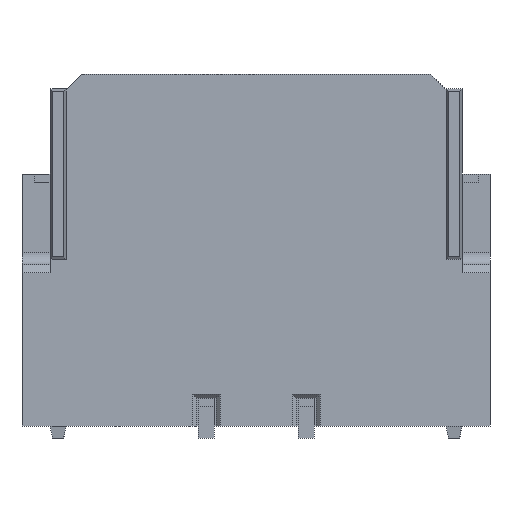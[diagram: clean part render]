
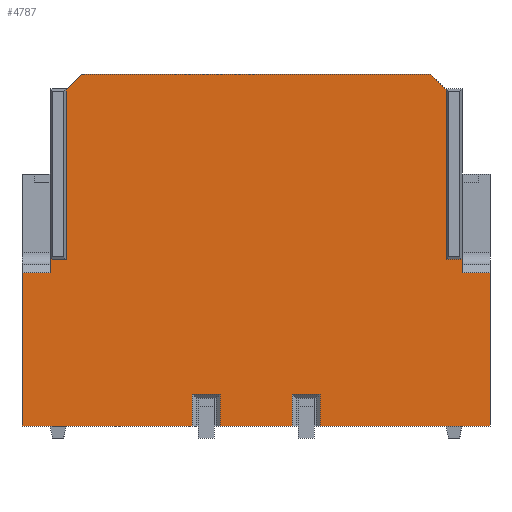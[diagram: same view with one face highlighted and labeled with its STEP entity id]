
A CAD part, front view. The second image highlights one B-rep face of the part: STEP entity #4787.
In plain terms, the highlighted planar face has unit normal (0, -1, 0).
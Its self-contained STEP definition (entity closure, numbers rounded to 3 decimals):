
#53=DIRECTION('',(1.,0.,0.));
#54=VECTOR('',#53,2.125);
#55=CARTESIAN_POINT('',(0.8,-2.725,-2.2));
#56=LINE('',#55,#54);
#93=DIRECTION('',(1.,0.,0.));
#94=VECTOR('',#93,2.125);
#95=CARTESIAN_POINT('',(-2.925,-2.725,-2.2));
#96=LINE('',#95,#94);
#117=DIRECTION('',(1.,0.,0.));
#118=VECTOR('',#117,0.9);
#119=CARTESIAN_POINT('',(-0.45,-2.725,-2.2));
#120=LINE('',#119,#118);
#487=DIRECTION('',(0.,0.,1.));
#488=VECTOR('',#487,0.4);
#489=CARTESIAN_POINT('',(0.45,-2.725,-2.2));
#490=LINE('',#489,#488);
#491=DIRECTION('',(0.,0.,-1.));
#492=VECTOR('',#491,0.4);
#493=CARTESIAN_POINT('',(-0.45,-2.725,-1.8));
#494=LINE('',#493,#492);
#495=DIRECTION('',(1.,0.,0.));
#496=VECTOR('',#495,0.35);
#497=CARTESIAN_POINT('',(-0.8,-2.725,-1.8));
#498=LINE('',#497,#496);
#499=DIRECTION('',(0.,0.,1.));
#500=VECTOR('',#499,0.4);
#501=CARTESIAN_POINT('',(-0.8,-2.725,-2.2));
#502=LINE('',#501,#500);
#503=DIRECTION('',(0.,0.,1.));
#504=VECTOR('',#503,1.915);
#505=CARTESIAN_POINT('',(-2.925,-2.725,-2.2));
#506=LINE('',#505,#504);
#507=DIRECTION('',(-1.,0.,0.));
#508=VECTOR('',#507,0.35);
#509=CARTESIAN_POINT('',(-2.575,-2.725,-0.285));
#510=LINE('',#509,#508);
#511=DIRECTION('',(-1.,0.,0.));
#512=VECTOR('',#511,0.2);
#513=CARTESIAN_POINT('',(-2.375,-2.725,-0.115));
#514=LINE('',#513,#512);
#515=DIRECTION('',(0.,0.,1.));
#516=VECTOR('',#515,2.115);
#517=CARTESIAN_POINT('',(-2.375,-2.725,-0.115));
#518=LINE('',#517,#516);
#519=DIRECTION('',(-0.707,0.,-0.707));
#520=VECTOR('',#519,0.283);
#521=CARTESIAN_POINT('',(-2.175,-2.725,2.2));
#522=LINE('',#521,#520);
#523=DIRECTION('',(-0.707,0.,0.707));
#524=VECTOR('',#523,0.283);
#525=CARTESIAN_POINT('',(2.375,-2.725,2.));
#526=LINE('',#525,#524);
#527=DIRECTION('',(0.,0.,1.));
#528=VECTOR('',#527,2.115);
#529=CARTESIAN_POINT('',(2.375,-2.725,-0.115));
#530=LINE('',#529,#528);
#531=DIRECTION('',(1.,0.,0.));
#532=VECTOR('',#531,0.2);
#533=CARTESIAN_POINT('',(2.375,-2.725,-0.115));
#534=LINE('',#533,#532);
#535=DIRECTION('',(-1.,0.,0.));
#536=VECTOR('',#535,0.35);
#537=CARTESIAN_POINT('',(2.925,-2.725,-0.285));
#538=LINE('',#537,#536);
#539=DIRECTION('',(0.,0.,-1.));
#540=VECTOR('',#539,0.4);
#541=CARTESIAN_POINT('',(0.8,-2.725,-1.8));
#542=LINE('',#541,#540);
#543=DIRECTION('',(1.,0.,0.));
#544=VECTOR('',#543,0.35);
#545=CARTESIAN_POINT('',(0.45,-2.725,-1.8));
#546=LINE('',#545,#544);
#1018=DIRECTION('',(1.,0.,0.));
#1019=VECTOR('',#1018,4.35);
#1020=CARTESIAN_POINT('',(-2.175,-2.725,2.2));
#1021=LINE('',#1020,#1019);
#1161=DIRECTION('',(0.,0.,-1.));
#1162=VECTOR('',#1161,0.17);
#1163=CARTESIAN_POINT('',(-2.575,-2.725,-0.115));
#1164=LINE('',#1163,#1162);
#1560=DIRECTION('',(0.,0.,1.));
#1561=VECTOR('',#1560,1.915);
#1562=CARTESIAN_POINT('',(2.925,-2.725,-2.2));
#1563=LINE('',#1562,#1561);
#1576=DIRECTION('',(0.,0.,1.));
#1577=VECTOR('',#1576,0.17);
#1578=CARTESIAN_POINT('',(2.575,-2.725,-0.285));
#1579=LINE('',#1578,#1577);
#3276=CARTESIAN_POINT('',(-2.175,-2.725,2.2));
#3278=VERTEX_POINT('',#3276);
#3305=CARTESIAN_POINT('',(2.175,-2.725,2.2));
#3306=VERTEX_POINT('',#3305);
#3439=CARTESIAN_POINT('',(-2.375,-2.725,2.));
#3440=VERTEX_POINT('',#3439);
#3441=CARTESIAN_POINT('',(2.375,-2.725,2.));
#3442=VERTEX_POINT('',#3441);
#3443=CARTESIAN_POINT('',(-2.375,-2.725,-0.115));
#3444=CARTESIAN_POINT('',(-2.575,-2.725,-0.115));
#3445=VERTEX_POINT('',#3443);
#3446=VERTEX_POINT('',#3444);
#3459=CARTESIAN_POINT('',(2.375,-2.725,-0.115));
#3460=CARTESIAN_POINT('',(2.575,-2.725,-0.115));
#3461=VERTEX_POINT('',#3459);
#3462=VERTEX_POINT('',#3460);
#3643=CARTESIAN_POINT('',(2.925,-2.725,-2.2));
#3644=VERTEX_POINT('',#3643);
#3645=CARTESIAN_POINT('',(-2.925,-2.725,-2.2));
#3646=VERTEX_POINT('',#3645);
#4119=CARTESIAN_POINT('',(2.925,-2.725,-0.285));
#4120=VERTEX_POINT('',#4119);
#4121=CARTESIAN_POINT('',(2.575,-2.725,-0.285));
#4122=VERTEX_POINT('',#4121);
#4123=CARTESIAN_POINT('',(-2.925,-2.725,-0.285));
#4125=VERTEX_POINT('',#4123);
#4129=CARTESIAN_POINT('',(-2.575,-2.725,-0.285));
#4130=VERTEX_POINT('',#4129);
#4184=CARTESIAN_POINT('',(-0.8,-2.725,-2.2));
#4186=VERTEX_POINT('',#4184);
#4187=CARTESIAN_POINT('',(-0.8,-2.725,-1.8));
#4188=VERTEX_POINT('',#4187);
#4191=CARTESIAN_POINT('',(-0.45,-2.725,-1.8));
#4192=VERTEX_POINT('',#4191);
#4195=CARTESIAN_POINT('',(-0.45,-2.725,-2.2));
#4197=VERTEX_POINT('',#4195);
#4204=CARTESIAN_POINT('',(0.45,-2.725,-2.2));
#4206=VERTEX_POINT('',#4204);
#4207=CARTESIAN_POINT('',(0.45,-2.725,-1.8));
#4208=VERTEX_POINT('',#4207);
#4211=CARTESIAN_POINT('',(0.8,-2.725,-1.8));
#4212=VERTEX_POINT('',#4211);
#4215=CARTESIAN_POINT('',(0.8,-2.725,-2.2));
#4217=VERTEX_POINT('',#4215);
#4741=CARTESIAN_POINT('',(-2.925,-2.725,-2.2));
#4742=DIRECTION('',(0.,-1.,0.));
#4743=DIRECTION('',(1.,0.,0.));
#4744=AXIS2_PLACEMENT_3D('',#4741,#4742,#4743);
#4745=PLANE('',#4744);
#4747=ORIENTED_EDGE('',*,*,#4746,.F.);
#4748=ORIENTED_EDGE('',*,*,#4286,.F.);
#4750=ORIENTED_EDGE('',*,*,#4749,.F.);
#4752=ORIENTED_EDGE('',*,*,#4751,.F.);
#4754=ORIENTED_EDGE('',*,*,#4753,.F.);
#4755=ORIENTED_EDGE('',*,*,#4266,.F.);
#4757=ORIENTED_EDGE('',*,*,#4756,.T.);
#4759=ORIENTED_EDGE('',*,*,#4758,.F.);
#4761=ORIENTED_EDGE('',*,*,#4760,.F.);
#4763=ORIENTED_EDGE('',*,*,#4762,.F.);
#4765=ORIENTED_EDGE('',*,*,#4764,.T.);
#4767=ORIENTED_EDGE('',*,*,#4766,.F.);
#4769=ORIENTED_EDGE('',*,*,#4768,.T.);
#4771=ORIENTED_EDGE('',*,*,#4770,.F.);
#4773=ORIENTED_EDGE('',*,*,#4772,.F.);
#4775=ORIENTED_EDGE('',*,*,#4774,.T.);
#4777=ORIENTED_EDGE('',*,*,#4776,.F.);
#4779=ORIENTED_EDGE('',*,*,#4778,.F.);
#4781=ORIENTED_EDGE('',*,*,#4780,.F.);
#4782=ORIENTED_EDGE('',*,*,#4242,.F.);
#4783=ORIENTED_EDGE('',*,*,#4721,.F.);
#4784=ORIENTED_EDGE('',*,*,#4731,.F.);
#4785=EDGE_LOOP('',(#4747,#4748,#4750,#4752,#4754,#4755,#4757,#4759,#4761,#4763,
#4765,#4767,#4769,#4771,#4773,#4775,#4777,#4779,#4781,#4782,#4783,#4784));
#4786=FACE_OUTER_BOUND('',#4785,.F.);
#4787=ADVANCED_FACE('',(#4786),#4745,.T.);
#4242=EDGE_CURVE('',#4217,#3644,#56,.T.);
#4266=EDGE_CURVE('',#3646,#4186,#96,.T.);
#4286=EDGE_CURVE('',#4197,#4206,#120,.T.);
#4721=EDGE_CURVE('',#4212,#4217,#542,.T.);
#4731=EDGE_CURVE('',#4208,#4212,#546,.T.);
#4746=EDGE_CURVE('',#4206,#4208,#490,.T.);
#4749=EDGE_CURVE('',#4192,#4197,#494,.T.);
#4751=EDGE_CURVE('',#4188,#4192,#498,.T.);
#4753=EDGE_CURVE('',#4186,#4188,#502,.T.);
#4756=EDGE_CURVE('',#3646,#4125,#506,.T.);
#4758=EDGE_CURVE('',#4130,#4125,#510,.T.);
#4760=EDGE_CURVE('',#3446,#4130,#1164,.T.);
#4762=EDGE_CURVE('',#3445,#3446,#514,.T.);
#4764=EDGE_CURVE('',#3445,#3440,#518,.T.);
#4766=EDGE_CURVE('',#3278,#3440,#522,.T.);
#4768=EDGE_CURVE('',#3278,#3306,#1021,.T.);
#4770=EDGE_CURVE('',#3442,#3306,#526,.T.);
#4772=EDGE_CURVE('',#3461,#3442,#530,.T.);
#4774=EDGE_CURVE('',#3461,#3462,#534,.T.);
#4776=EDGE_CURVE('',#4122,#3462,#1579,.T.);
#4778=EDGE_CURVE('',#4120,#4122,#538,.T.);
#4780=EDGE_CURVE('',#3644,#4120,#1563,.T.);
